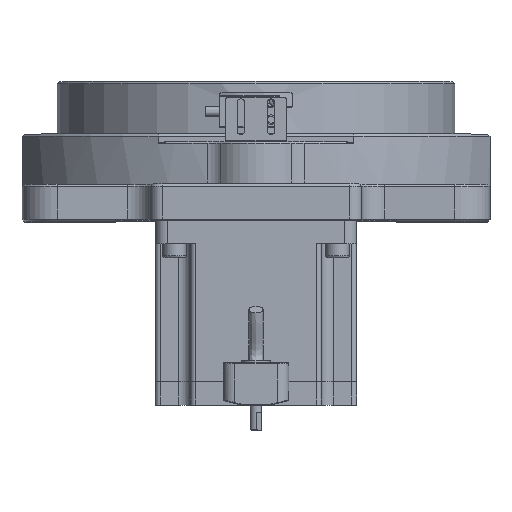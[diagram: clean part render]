
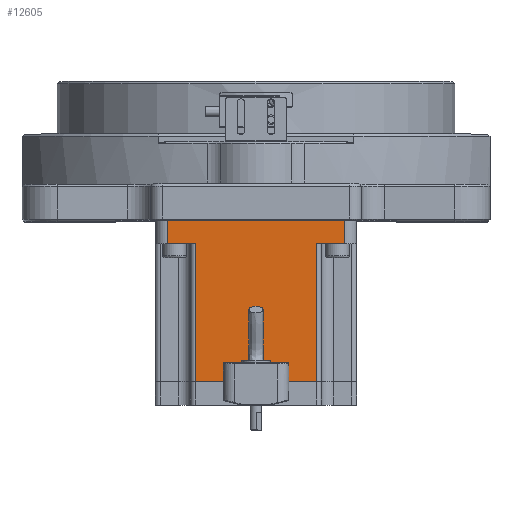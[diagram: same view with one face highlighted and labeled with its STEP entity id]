
A CAD part, top view. The second image highlights one B-rep face of the part: STEP entity #12605.
In plain terms, the highlighted planar face has unit normal (0, 0, 1).
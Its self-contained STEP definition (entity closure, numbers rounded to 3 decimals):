
#29 = LINE ( 'NONE', #36312, #21915 ) ;
#137 = EDGE_CURVE ( 'NONE', #9466, #15545, #35938, .T. ) ;
#361 = EDGE_CURVE ( 'NONE', #1932, #15545, #32542, .T. ) ;
#580 = VERTEX_POINT ( 'NONE', #29451 ) ;
#636 = VERTEX_POINT ( 'NONE', #28668 ) ;
#734 = VERTEX_POINT ( 'NONE', #26592 ) ;
#1298 = CARTESIAN_POINT ( 'NONE',  ( -6., -60.5, 138. ) ) ;
#1305 = EDGE_CURVE ( 'NONE', #26028, #636, #18018, .T. ) ;
#1605 = CARTESIAN_POINT ( 'NONE',  ( -26., -9.5, 138. ) ) ;
#1932 = VERTEX_POINT ( 'NONE', #3815 ) ;
#2262 = DIRECTION ( 'NONE',  ( -1., 0., 0. ) ) ;
#2341 = DIRECTION ( 'NONE',  ( 0., 0., -1. ) ) ;
#2355 = CARTESIAN_POINT ( 'NONE',  ( 13.7, -60.8, 138. ) ) ;
#3815 = CARTESIAN_POINT ( 'NONE',  ( 38., 0.5, 138. ) ) ;
#3944 = CIRCLE ( 'NONE', #25371, 0.3 ) ;
#4373 = DIRECTION ( 'NONE',  ( 0., -1., 0. ) ) ;
#4381 = CARTESIAN_POINT ( 'NONE',  ( -6., -59.5, 138. ) ) ;
#4390 = LINE ( 'NONE', #4381, #17739 ) ;
#4712 = EDGE_CURVE ( 'NONE', #734, #23208, #31143, .T. ) ;
#4727 = DIRECTION ( 'NONE',  ( -1., 0., 0. ) ) ;
#4800 = CARTESIAN_POINT ( 'NONE',  ( -14., -60.5, 138. ) ) ;
#4819 = LINE ( 'NONE', #4800, #16791 ) ;
#4863 = VERTEX_POINT ( 'NONE', #29364 ) ;
#5654 = VECTOR ( 'NONE', #9345, 1000. ) ;
#5852 = DIRECTION ( 'NONE',  ( -1., 0., 0. ) ) ;
#5855 = ORIENTED_EDGE ( 'NONE', *, *, #20515, .T. ) ;
#5897 = CARTESIAN_POINT ( 'NONE',  ( -14., -60.5, 138. ) ) ;
#5943 = LINE ( 'NONE', #5897, #11886 ) ;
#6107 = ORIENTED_EDGE ( 'NONE', *, *, #9425, .F. ) ;
#6146 = ORIENTED_EDGE ( 'NONE', *, *, #18936, .F. ) ;
#6383 = CARTESIAN_POINT ( 'NONE',  ( 26., -68.5, 138. ) ) ;
#6592 = EDGE_CURVE ( 'NONE', #30424, #9466, #29, .T. ) ;
#7523 = CIRCLE ( 'NONE', #12432, 0.3 ) ;
#8518 = EDGE_CURVE ( 'NONE', #20025, #33686, #5943, .T. ) ;
#8534 = EDGE_CURVE ( 'NONE', #27610, #4863, #4819, .T. ) ;
#8919 = VECTOR ( 'NONE', #26815, 1000. ) ;
#9345 = DIRECTION ( 'NONE',  ( -1., 0., 0. ) ) ;
#9401 = CARTESIAN_POINT ( 'NONE',  ( 0., -68.5, 138. ) ) ;
#9425 = EDGE_CURVE ( 'NONE', #35469, #25886, #30371, .T. ) ;
#9441 = LINE ( 'NONE', #9401, #5654 ) ;
#9466 = VERTEX_POINT ( 'NONE', #29850 ) ;
#9826 = EDGE_CURVE ( 'NONE', #580, #14232, #26954, .T. ) ;
#9829 = EDGE_CURVE ( 'NONE', #23208, #14232, #26893, .T. ) ;
#10116 = VECTOR ( 'NONE', #30314, 1000. ) ;
#10428 = EDGE_LOOP ( 'NONE', ( #12297, #12149, #11678, #11667, #11244, #12336, #12421, #10961, #10966, #6146, #6107, #5855, #10818, #14848, #12935, #12479, #12885, #13287 ) ) ;
#10818 = ORIENTED_EDGE ( 'NONE', *, *, #8534, .F. ) ;
#10961 = ORIENTED_EDGE ( 'NONE', *, *, #9829, .T. ) ;
#10966 = ORIENTED_EDGE ( 'NONE', *, *, #9826, .F. ) ;
#11244 = ORIENTED_EDGE ( 'NONE', *, *, #361, .F. ) ;
#11259 = CARTESIAN_POINT ( 'NONE',  ( -14., -60.8, 138. ) ) ;
#11548 = CARTESIAN_POINT ( 'NONE',  ( 14., -60.8, 138. ) ) ;
#11667 = ORIENTED_EDGE ( 'NONE', *, *, #137, .T. ) ;
#11678 = ORIENTED_EDGE ( 'NONE', *, *, #6592, .T. ) ;
#11886 = VECTOR ( 'NONE', #5852, 1000. ) ;
#12149 = ORIENTED_EDGE ( 'NONE', *, *, #29613, .F. ) ;
#12297 = ORIENTED_EDGE ( 'NONE', *, *, #32348, .F. ) ;
#12336 = ORIENTED_EDGE ( 'NONE', *, *, #24033, .F. ) ;
#12421 = ORIENTED_EDGE ( 'NONE', *, *, #4712, .T. ) ;
#12432 = AXIS2_PLACEMENT_3D ( 'NONE', #2355, #2341, #2262 ) ;
#12479 = ORIENTED_EDGE ( 'NONE', *, *, #17789, .T. ) ;
#12605 = ADVANCED_FACE ( 'NONE', ( #22482 ), #22438, .F. ) ;
#12885 = ORIENTED_EDGE ( 'NONE', *, *, #8518, .F. ) ;
#12935 = ORIENTED_EDGE ( 'NONE', *, *, #1305, .F. ) ;
#13287 = ORIENTED_EDGE ( 'NONE', *, *, #19339, .T. ) ;
#13600 = DIRECTION ( 'NONE',  ( 0., 1., 0. ) ) ;
#13611 = CARTESIAN_POINT ( 'NONE',  ( 14., -78.5, 138. ) ) ;
#13633 = LINE ( 'NONE', #13611, #18053 ) ;
#14232 = VERTEX_POINT ( 'NONE', #1605 ) ;
#14769 = DIRECTION ( 'NONE',  ( 1., 0., 0. ) ) ;
#14811 = CARTESIAN_POINT ( 'NONE',  ( 38., 0.5, 138. ) ) ;
#14848 = ORIENTED_EDGE ( 'NONE', *, *, #33021, .F. ) ;
#14852 = LINE ( 'NONE', #14811, #17578 ) ;
#15545 = VERTEX_POINT ( 'NONE', #20830 ) ;
#15742 = VERTEX_POINT ( 'NONE', #18275 ) ;
#16036 = VECTOR ( 'NONE', #31063, 1000. ) ;
#16671 = VECTOR ( 'NONE', #17999, 1000. ) ;
#16791 = VECTOR ( 'NONE', #4727, 1000. ) ;
#17578 = VECTOR ( 'NONE', #14769, 1000. ) ;
#17592 = DIRECTION ( 'NONE',  ( -1., 0., 0. ) ) ;
#17598 = CARTESIAN_POINT ( 'NONE',  ( 0., -68.5, 138. ) ) ;
#17641 = LINE ( 'NONE', #17598, #34929 ) ;
#17739 = VECTOR ( 'NONE', #4373, 1000. ) ;
#17789 = EDGE_CURVE ( 'NONE', #26028, #33686, #28837, .T. ) ;
#17999 = DIRECTION ( 'NONE',  ( -1., 0., 0. ) ) ;
#18014 = CARTESIAN_POINT ( 'NONE',  ( 6., -59.5, 138. ) ) ;
#18018 = LINE ( 'NONE', #18014, #16671 ) ;
#18053 = VECTOR ( 'NONE', #13600, 1000. ) ;
#18062 = VECTOR ( 'NONE', #28819, 1000. ) ;
#18275 = CARTESIAN_POINT ( 'NONE',  ( 14., -68.5, 138. ) ) ;
#18936 = EDGE_CURVE ( 'NONE', #25886, #580, #9441, .T. ) ;
#19052 = VECTOR ( 'NONE', #35856, 1000. ) ;
#19298 = DIRECTION ( 'NONE',  ( -1., 0., 0. ) ) ;
#19302 = DIRECTION ( 'NONE',  ( 0., 0., -1. ) ) ;
#19339 = EDGE_CURVE ( 'NONE', #20025, #21184, #7523, .T. ) ;
#19348 = CARTESIAN_POINT ( 'NONE',  ( -13.7, -60.8, 138. ) ) ;
#20025 = VERTEX_POINT ( 'NONE', #27019 ) ;
#20515 = EDGE_CURVE ( 'NONE', #35469, #4863, #3944, .T. ) ;
#20830 = CARTESIAN_POINT ( 'NONE',  ( 38., -9.5, 138. ) ) ;
#21184 = VERTEX_POINT ( 'NONE', #11548 ) ;
#21915 = VECTOR ( 'NONE', #28743, 1000. ) ;
#22351 = DIRECTION ( 'NONE',  ( -1., 0., 0. ) ) ;
#22394 = DIRECTION ( 'NONE',  ( 0., 0., -1. ) ) ;
#22429 = CARTESIAN_POINT ( 'NONE',  ( 38., 0.5, 138. ) ) ;
#22438 = PLANE ( 'NONE',  #27618 ) ;
#22482 = FACE_OUTER_BOUND ( 'NONE', #10428, .T. ) ;
#23208 = VERTEX_POINT ( 'NONE', #23757 ) ;
#23757 = CARTESIAN_POINT ( 'NONE',  ( -38., -9.5, 138. ) ) ;
#24033 = EDGE_CURVE ( 'NONE', #734, #1932, #14852, .T. ) ;
#25371 = AXIS2_PLACEMENT_3D ( 'NONE', #19348, #19302, #19298 ) ;
#25466 = VECTOR ( 'NONE', #26908, 1000. ) ;
#25886 = VERTEX_POINT ( 'NONE', #30302 ) ;
#26028 = VERTEX_POINT ( 'NONE', #28867 ) ;
#26404 = VECTOR ( 'NONE', #32481, 1000. ) ;
#26592 = CARTESIAN_POINT ( 'NONE',  ( -38., 0.5, 138. ) ) ;
#26815 = DIRECTION ( 'NONE',  ( 1., 0., 0. ) ) ;
#26852 = CARTESIAN_POINT ( 'NONE',  ( 38., -9.5, 138. ) ) ;
#26893 = LINE ( 'NONE', #26852, #8919 ) ;
#26908 = DIRECTION ( 'NONE',  ( 0., 1., 0. ) ) ;
#26948 = CARTESIAN_POINT ( 'NONE',  ( -26., -68.5, 138. ) ) ;
#26954 = LINE ( 'NONE', #26948, #25466 ) ;
#27019 = CARTESIAN_POINT ( 'NONE',  ( 13.7, -60.5, 138. ) ) ;
#27610 = VERTEX_POINT ( 'NONE', #1298 ) ;
#27618 = AXIS2_PLACEMENT_3D ( 'NONE', #22429, #22394, #22351 ) ;
#28668 = CARTESIAN_POINT ( 'NONE',  ( -6., -59.5, 138. ) ) ;
#28743 = DIRECTION ( 'NONE',  ( 0., 1., 0. ) ) ;
#28819 = DIRECTION ( 'NONE',  ( 0., -1., 0. ) ) ;
#28827 = CARTESIAN_POINT ( 'NONE',  ( 6., -59.5, 138. ) ) ;
#28837 = LINE ( 'NONE', #28827, #18062 ) ;
#28867 = CARTESIAN_POINT ( 'NONE',  ( 6., -59.5, 138. ) ) ;
#29364 = CARTESIAN_POINT ( 'NONE',  ( -13.7, -60.5, 138. ) ) ;
#29451 = CARTESIAN_POINT ( 'NONE',  ( -26., -68.5, 138. ) ) ;
#29613 = EDGE_CURVE ( 'NONE', #30424, #15742, #17641, .T. ) ;
#29850 = CARTESIAN_POINT ( 'NONE',  ( 26., -9.5, 138. ) ) ;
#30302 = CARTESIAN_POINT ( 'NONE',  ( -14., -68.5, 138. ) ) ;
#30314 = DIRECTION ( 'NONE',  ( 0., -1., 0. ) ) ;
#30356 = CARTESIAN_POINT ( 'NONE',  ( -14., -78.5, 138. ) ) ;
#30371 = LINE ( 'NONE', #30356, #10116 ) ;
#30424 = VERTEX_POINT ( 'NONE', #6383 ) ;
#31063 = DIRECTION ( 'NONE',  ( 0., -1., 0. ) ) ;
#31105 = CARTESIAN_POINT ( 'NONE',  ( -38., 0.5, 138. ) ) ;
#31143 = LINE ( 'NONE', #31105, #16036 ) ;
#32348 = EDGE_CURVE ( 'NONE', #15742, #21184, #13633, .T. ) ;
#32481 = DIRECTION ( 'NONE',  ( 0., -1., 0. ) ) ;
#32491 = CARTESIAN_POINT ( 'NONE',  ( 38., 0.5, 138. ) ) ;
#32542 = LINE ( 'NONE', #32491, #26404 ) ;
#33021 = EDGE_CURVE ( 'NONE', #636, #27610, #4390, .T. ) ;
#33686 = VERTEX_POINT ( 'NONE', #33964 ) ;
#33964 = CARTESIAN_POINT ( 'NONE',  ( 6., -60.5, 138. ) ) ;
#34929 = VECTOR ( 'NONE', #17592, 1000. ) ;
#35469 = VERTEX_POINT ( 'NONE', #11259 ) ;
#35856 = DIRECTION ( 'NONE',  ( 1., 0., 0. ) ) ;
#35859 = CARTESIAN_POINT ( 'NONE',  ( 38., -9.5, 138. ) ) ;
#35938 = LINE ( 'NONE', #35859, #19052 ) ;
#36312 = CARTESIAN_POINT ( 'NONE',  ( 26., -68.5, 138. ) ) ;
